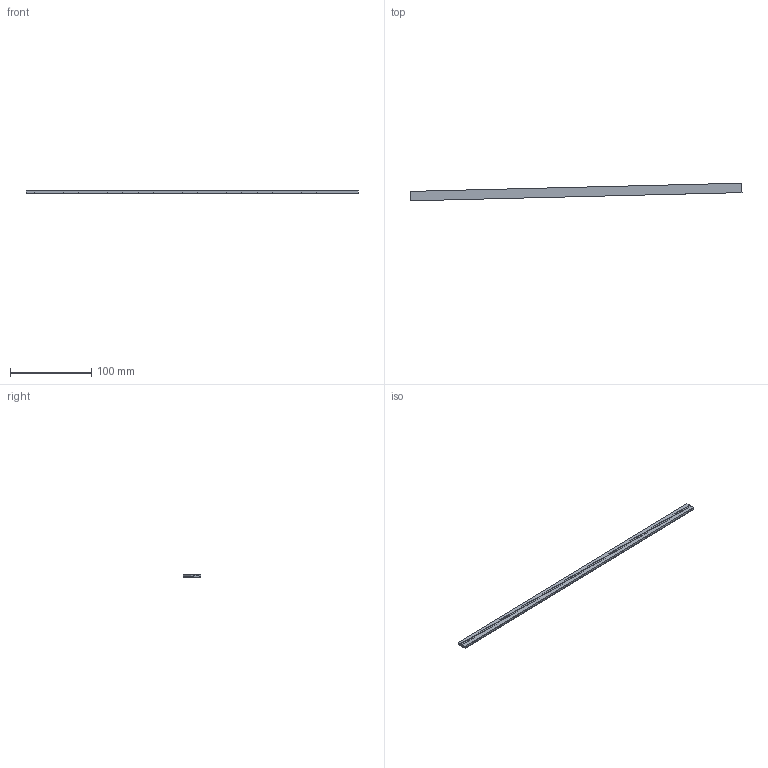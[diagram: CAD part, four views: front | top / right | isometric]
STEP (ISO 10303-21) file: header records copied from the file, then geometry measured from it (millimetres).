
FILE_DESCRIPTION(/* description */ ('Unknown'),/* implementation_level */ '2;1');
FILE_NAME(/* name */ '3851140_maxSized',/* time_stamp */ '2019-12-05T17:00:36+08:00',/* author */ ('Unknown'),/* organization */ ('Unknown'),/* preprocessor_version */ 'ST-DEVELOPER v16.7',/* originating_system */ 'DEX',/* authorisation */ $);
FILE_SCHEMA (('AUTOMOTIVE_DESIGN {1 0 10303 214 3 1 1}'));
Products named in the file (3): 3851140_maxSized; maxSized; 3851140_407,04mm
Assembly tree (2 placements, depth 2):
  3851140_maxSized
    maxSized
    3851140_407,04mm
Bounding box: 408 x 21.69 x 3.2 mm (x, y, z)
Volume: 15602.4 mm3; surface area: 27858.6 mm2
Topology: 2 solids, 2 shells, 1810 faces, 7460 edges, 5400 vertices
Faces by surface type: cylinder 1280, plane 530
Entity records: 82454 total; most frequent: CARTESIAN_POINT 26193, ORIENTED_EDGE 14920, DIRECTION 8270, EDGE_CURVE 7460, VERTEX_POINT 5400, B_SPLINE_CURVE_WITH_KNOTS 3840, AXIS2_PLACEMENT_3D 2837, LINE 2596
